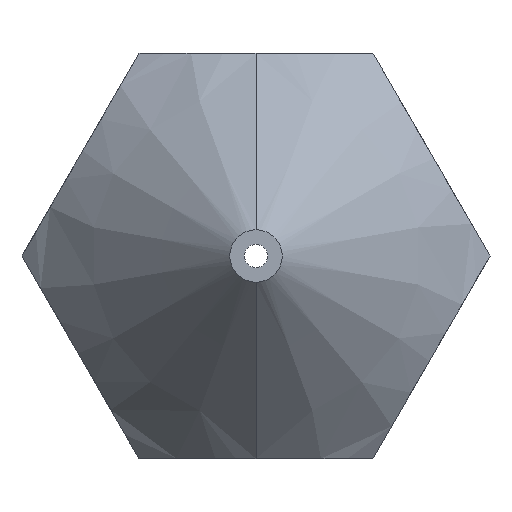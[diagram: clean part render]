
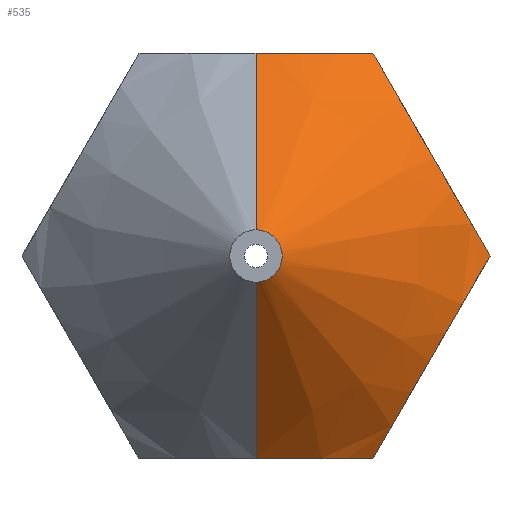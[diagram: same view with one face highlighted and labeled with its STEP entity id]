
A CAD part, front view. The second image highlights one B-rep face of the part: STEP entity #535.
In plain terms, the highlighted conical face has half-angle 45 degrees and reference radius 0.45 mm.
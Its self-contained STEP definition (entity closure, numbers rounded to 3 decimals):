
#4 = CARTESIAN_POINT ( 'NONE',  ( 2.006, -1.937, -3.475 ) ) ;
#28 = ORIENTED_EDGE ( 'NONE', *, *, #372, .T. ) ;
#31 = CARTESIAN_POINT ( 'NONE',  ( 3.181, -2.476, -1.441 ) ) ;
#54 = CARTESIAN_POINT ( 'NONE',  ( 1.201, -2.277, -3.475 ) ) ;
#59 = CARTESIAN_POINT ( 'NONE',  ( 1.368, -2.218, -3.475 ) ) ;
#60 = B_SPLINE_CURVE_WITH_KNOTS ( 'NONE', 3,
 ( #711, #922, #776, #268, #708, #195, #633, #120 ),
 .UNSPECIFIED., .F., .F.,
 ( 4, 2, 2, 4 ),
 ( 0.015, 0.016, 0.016, 0.017 ),
 .UNSPECIFIED. ) ;
#67 = CARTESIAN_POINT ( 'NONE',  ( 3.856, -2.094, 0.272 ) ) ;
#69 = CARTESIAN_POINT ( 'NONE',  ( 2.164, -2.095, 3.202 ) ) ;
#99 = CARTESIAN_POINT ( 'NONE',  ( 3.693, -2.23, -0.554 ) ) ;
#115 = CARTESIAN_POINT ( 'NONE',  ( 0., -5.5, 0.45 ) ) ;
#119 = CARTESIAN_POINT ( 'NONE',  ( 1.851, -2.015, -3.475 ) ) ;
#120 = CARTESIAN_POINT ( 'NONE',  ( 0., -2.475, 3.475 ) ) ;
#124 = ORIENTED_EDGE ( 'NONE', *, *, #130, .T. ) ;
#130 = EDGE_CURVE ( 'NONE', #312, #150, #732, .T. ) ;
#131 = CIRCLE ( 'NONE', #524, 0.45 ) ;
#150 = VERTEX_POINT ( 'NONE', #430 ) ;
#161 = LINE ( 'NONE', #115, #187 ) ;
#170 = CARTESIAN_POINT ( 'NONE',  ( 4.013, -1.937, 0. ) ) ;
#171 = VERTEX_POINT ( 'NONE', #291 ) ;
#180 = B_SPLINE_CURVE_WITH_KNOTS ( 'NONE', 3,
 ( #240, #750, #311, #825, #389, #899, #466, #31, #542, #99, #611, #170 ),
 .UNSPECIFIED., .F., .F.,
 ( 4, 2, 2, 2, 2, 4 ),
 ( 0., 0.001, 0.002, 0.002, 0.003, 0.004 ),
 .UNSPECIFIED. ) ;
#187 = VECTOR ( 'NONE', #702, 1000. ) ;
#194 = CARTESIAN_POINT ( 'NONE',  ( 0.696, -2.421, -3.475 ) ) ;
#195 = CARTESIAN_POINT ( 'NONE',  ( 0.696, -2.421, 3.475 ) ) ;
#202 = CARTESIAN_POINT ( 'NONE',  ( 4.013, -1.937, 0. ) ) ;
#206 = VECTOR ( 'NONE', #570, 1000. ) ;
#221 = VERTEX_POINT ( 'NONE', #797 ) ;
#229 = FACE_OUTER_BOUND ( 'NONE', #271, .T. ) ;
#240 = CARTESIAN_POINT ( 'NONE',  ( 2.006, -1.937, -3.475 ) ) ;
#268 = CARTESIAN_POINT ( 'NONE',  ( 1.368, -2.218, 3.475 ) ) ;
#271 = EDGE_LOOP ( 'NONE', ( #300, #369, #806, #897, #124, #28, #476 ) ) ;
#281 = CARTESIAN_POINT ( 'NONE',  ( 3.446, -2.37, 0.98 ) ) ;
#291 = CARTESIAN_POINT ( 'NONE',  ( 0., -2.475, 3.475 ) ) ;
#300 = ORIENTED_EDGE ( 'NONE', *, *, #394, .F. ) ;
#311 = CARTESIAN_POINT ( 'NONE',  ( 2.323, -2.227, -2.926 ) ) ;
#312 = VERTEX_POINT ( 'NONE', #419 ) ;
#346 = CARTESIAN_POINT ( 'NONE',  ( 3.19, -2.461, 1.426 ) ) ;
#369 = ORIENTED_EDGE ( 'NONE', *, *, #544, .T. ) ;
#372 = EDGE_CURVE ( 'NONE', #150, #171, #60, .T. ) ;
#389 = CARTESIAN_POINT ( 'NONE',  ( 2.657, -2.408, -2.348 ) ) ;
#394 = EDGE_CURVE ( 'NONE', #661, #221, #131, .T. ) ;
#407 = CARTESIAN_POINT ( 'NONE',  ( 0., -5.5, -0.45 ) ) ;
#409 = DIRECTION ( 'NONE',  ( 0., -1., 0. ) ) ;
#419 = CARTESIAN_POINT ( 'NONE',  ( 4.013, -1.937, 0. ) ) ;
#425 = CARTESIAN_POINT ( 'NONE',  ( 2.666, -2.423, 2.333 ) ) ;
#430 = CARTESIAN_POINT ( 'NONE',  ( 2.006, -1.937, 3.475 ) ) ;
#466 = CARTESIAN_POINT ( 'NONE',  ( 2.918, -2.475, -1.896 ) ) ;
#476 = ORIENTED_EDGE ( 'NONE', *, *, #604, .F. ) ;
#492 = AXIS2_PLACEMENT_3D ( 'NONE', #641, #510, #790 ) ;
#509 = CARTESIAN_POINT ( 'NONE',  ( 2.326, -2.23, 2.921 ) ) ;
#510 = DIRECTION ( 'NONE',  ( 0., 1., 0. ) ) ;
#524 = AXIS2_PLACEMENT_3D ( 'NONE', #912, #409, #847 ) ;
#527 = B_SPLINE_CURVE_WITH_KNOTS ( 'NONE', 3,
 ( #933, #562, #194, #54, #59, #863, #119, #920 ),
 .UNSPECIFIED., .F., .F.,
 ( 4, 2, 2, 4 ),
 ( 0.005, 0.006, 0.006, 0.007 ),
 .UNSPECIFIED. ) ;
#535 = ADVANCED_FACE ( 'NONE', ( #229 ), #580, .T. ) ;
#542 = CARTESIAN_POINT ( 'NONE',  ( 3.353, -2.423, -1.142 ) ) ;
#544 = EDGE_CURVE ( 'NONE', #661, #637, #766, .T. ) ;
#562 = CARTESIAN_POINT ( 'NONE',  ( 0.353, -2.475, -3.475 ) ) ;
#570 = DIRECTION ( 'NONE',  ( 0., 0.707, -0.707 ) ) ;
#575 = CARTESIAN_POINT ( 'NONE',  ( 2.006, -1.937, 3.475 ) ) ;
#579 = VERTEX_POINT ( 'NONE', #4 ) ;
#580 = CONICAL_SURFACE ( 'NONE', #492, 0.45, 0.785 ) ;
#604 = EDGE_CURVE ( 'NONE', #221, #171, #161, .T. ) ;
#611 = CARTESIAN_POINT ( 'NONE',  ( 3.855, -2.095, -0.273 ) ) ;
#633 = CARTESIAN_POINT ( 'NONE',  ( 0.353, -2.475, 3.475 ) ) ;
#637 = VERTEX_POINT ( 'NONE', #914 ) ;
#641 = CARTESIAN_POINT ( 'NONE',  ( 0., -5.5, 0. ) ) ;
#645 = CARTESIAN_POINT ( 'NONE',  ( 3.696, -2.227, 0.549 ) ) ;
#661 = VERTEX_POINT ( 'NONE', #407 ) ;
#689 = EDGE_CURVE ( 'NONE', #637, #579, #527, .T. ) ;
#702 = DIRECTION ( 'NONE',  ( 0., 0.707, 0.707 ) ) ;
#708 = CARTESIAN_POINT ( 'NONE',  ( 1.201, -2.277, 3.475 ) ) ;
#711 = CARTESIAN_POINT ( 'NONE',  ( 2.006, -1.937, 3.475 ) ) ;
#732 = B_SPLINE_CURVE_WITH_KNOTS ( 'NONE', 3,
 ( #202, #67, #645, #281, #789, #346, #932, #867, #425, #509, #69, #575 ),
 .UNSPECIFIED., .F., .F.,
 ( 4, 2, 2, 2, 2, 4 ),
 ( 0., 0.001, 0.002, 0.002, 0.003, 0.004 ),
 .UNSPECIFIED. ) ;
#750 = CARTESIAN_POINT ( 'NONE',  ( 2.163, -2.094, -3.203 ) ) ;
#766 = LINE ( 'NONE', #784, #206 ) ;
#776 = CARTESIAN_POINT ( 'NONE',  ( 1.693, -2.088, 3.475 ) ) ;
#784 = CARTESIAN_POINT ( 'NONE',  ( 0., -5.5, -0.45 ) ) ;
#789 = CARTESIAN_POINT ( 'NONE',  ( 3.362, -2.408, 1.127 ) ) ;
#790 = DIRECTION ( 'NONE',  ( 0., 0., 1. ) ) ;
#797 = CARTESIAN_POINT ( 'NONE',  ( 0., -5.5, 0.45 ) ) ;
#806 = ORIENTED_EDGE ( 'NONE', *, *, #689, .T. ) ;
#825 = CARTESIAN_POINT ( 'NONE',  ( 2.572, -2.37, -2.495 ) ) ;
#847 = DIRECTION ( 'NONE',  ( 0., 0., -1. ) ) ;
#863 = CARTESIAN_POINT ( 'NONE',  ( 1.693, -2.088, -3.475 ) ) ;
#867 = CARTESIAN_POINT ( 'NONE',  ( 2.838, -2.476, 2.034 ) ) ;
#885 = EDGE_CURVE ( 'NONE', #579, #312, #180, .T. ) ;
#897 = ORIENTED_EDGE ( 'NONE', *, *, #885, .T. ) ;
#899 = CARTESIAN_POINT ( 'NONE',  ( 2.829, -2.461, -2.049 ) ) ;
#912 = CARTESIAN_POINT ( 'NONE',  ( 0., -5.5, 0. ) ) ;
#914 = CARTESIAN_POINT ( 'NONE',  ( 0., -2.475, -3.475 ) ) ;
#920 = CARTESIAN_POINT ( 'NONE',  ( 2.006, -1.937, -3.475 ) ) ;
#922 = CARTESIAN_POINT ( 'NONE',  ( 1.851, -2.015, 3.475 ) ) ;
#932 = CARTESIAN_POINT ( 'NONE',  ( 3.101, -2.475, 1.579 ) ) ;
#933 = CARTESIAN_POINT ( 'NONE',  ( 0., -2.475, -3.475 ) ) ;
